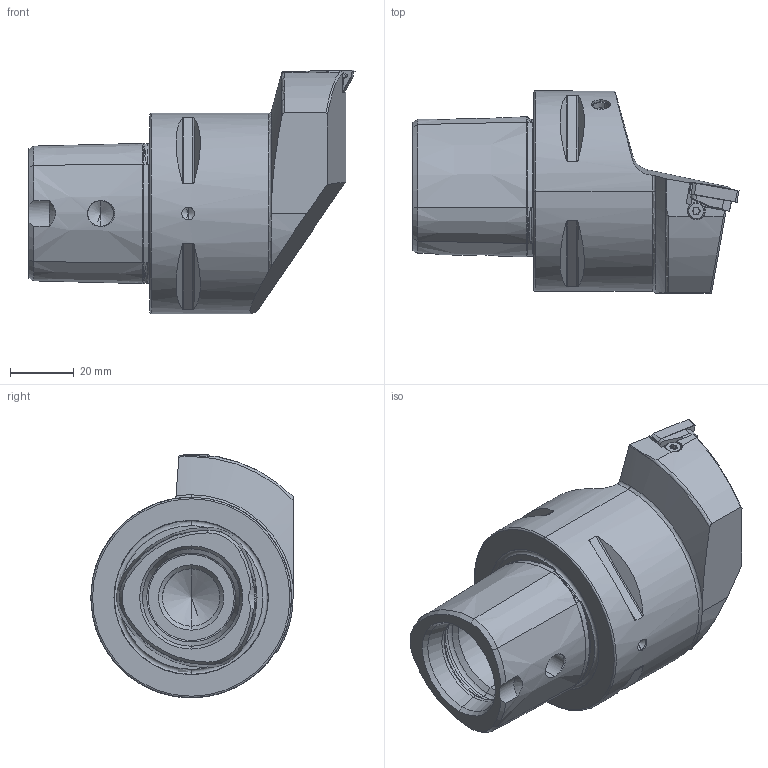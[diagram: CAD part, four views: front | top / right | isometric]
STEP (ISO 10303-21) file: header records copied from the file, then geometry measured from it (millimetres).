
FILE_DESCRIPTION (( 'STEP AP203' ), '1' );
FILE_NAME ('PS6-KGB.LGR.065.STEP', '2013-06-24T09:30:18', ( 'baer' ), ( 'Hewlett-Packard Company' ), 'SwSTEP 2.0', 'SolidWorks 2012', '' );
FILE_SCHEMA (( 'CONFIG_CONTROL_DESIGN' ));
Length unit declared in the file: millimetre
Products named in the file (7): WGB-ER2.001.012_A; LT16EL; WGB-ER3.001.007_A; WGB-ER2.101.003_A; PS6-KGB.LGR.065_A_Fertigbearbeitung; PS6-KGB.LGR.065; KVT_MB_600_060
Assembly tree (6 placements, depth 2):
  PS6-KGB.LGR.065
    PS6-KGB.LGR.065_A_Fertigbearbeitung
    WGB-ER2.101.003_A
    WGB-ER3.001.007_A
    LT16EL
    WGB-ER2.001.012_A
    KVT_MB_600_060
Bounding box: 102.41 x 63.5 x 76.5 mm (x, y, z)
Volume: 164464.3 mm3; surface area: 28782.6 mm2
Topology: 7 solids, 7 shells, 318 faces, 770 edges, 465 vertices
Faces by surface type: cylinder 100, cone 90, plane 89, torus 36, sphere 2, bspline 1
Entity records: 10610 total; most frequent: CARTESIAN_POINT 2540, DIRECTION 1596, ORIENTED_EDGE 1506, EDGE_CURVE 753, AXIS2_PLACEMENT_3D 629, VERTEX_POINT 462, EDGE_LOOP 341, LINE 338
